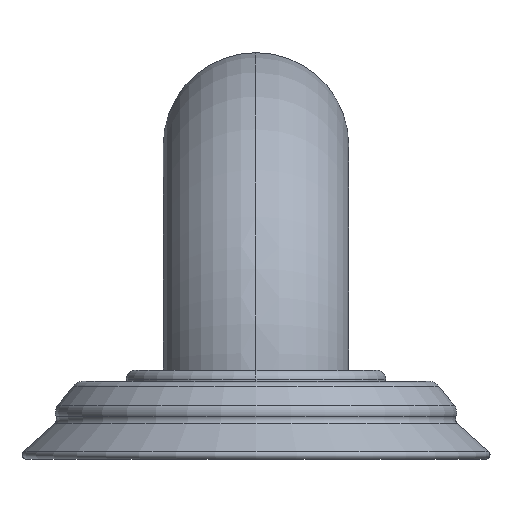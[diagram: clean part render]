
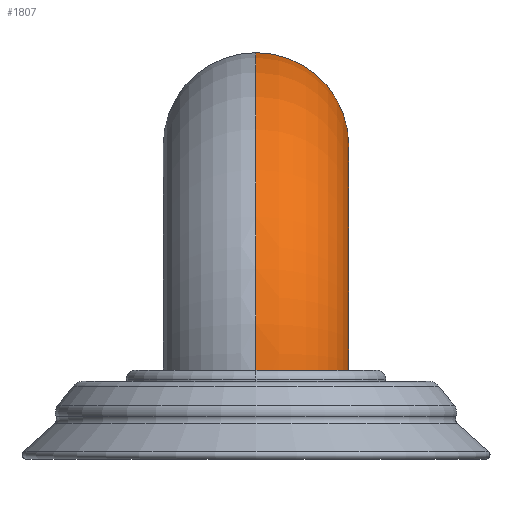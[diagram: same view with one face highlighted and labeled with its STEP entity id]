
A CAD part, left-side view. The second image highlights one B-rep face of the part: STEP entity #1807.
In plain terms, the highlighted toroidal (fillet/blend) face has major radius 41.275 mm and minor radius 15.875 mm.
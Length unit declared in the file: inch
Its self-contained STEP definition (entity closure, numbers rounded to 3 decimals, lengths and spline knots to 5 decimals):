
#672=CARTESIAN_POINT('',(-4.375,0.,2.115));
#673=DIRECTION('',(1.,0.,0.));
#674=DIRECTION('',(0.,0.,1.));
#675=AXIS2_PLACEMENT_3D('',#672,#673,#674);
#687=CARTESIAN_POINT('',(-5.37439,0.,0.525));
#688=CARTESIAN_POINT('',(-5.37439,-0.0168,0.525));
#689=CARTESIAN_POINT('',(-5.37574,-0.05029,0.525));
#690=CARTESIAN_POINT('',(-5.38181,-0.10034,0.525));
#691=CARTESIAN_POINT('',(-5.39188,-0.14965,0.525));
#692=CARTESIAN_POINT('',(-5.40592,-0.19809,0.525));
#693=CARTESIAN_POINT('',(-5.42376,-0.24513,0.525));
#694=CARTESIAN_POINT('',(-5.44539,-0.29071,0.525));
#695=CARTESIAN_POINT('',(-5.47055,-0.33428,0.525));
#696=CARTESIAN_POINT('',(-5.49922,-0.37581,0.525));
#697=CARTESIAN_POINT('',(-5.53105,-0.4148,0.525));
#698=CARTESIAN_POINT('',(-5.56601,-0.45119,0.525));
#699=CARTESIAN_POINT('',(-5.60371,-0.48458,0.525));
#700=CARTESIAN_POINT('',(-5.64403,-0.51488,0.525));
#701=CARTESIAN_POINT('',(-5.68663,-0.54181,0.525));
#702=CARTESIAN_POINT('',(-5.73126,-0.56524,0.525));
#703=CARTESIAN_POINT('',(-5.77767,-0.58501,0.525));
#704=CARTESIAN_POINT('',(-5.82544,-0.60096,0.525));
#705=CARTESIAN_POINT('',(-5.87444,-0.61303,0.525));
#706=CARTESIAN_POINT('',(-5.92413,-0.62111,0.525));
#707=CARTESIAN_POINT('',(-5.97445,-0.62517,0.525));
#708=CARTESIAN_POINT('',(-6.02478,-0.62517,0.525));
#709=CARTESIAN_POINT('',(-6.07509,-0.62111,0.525));
#710=CARTESIAN_POINT('',(-6.12477,-0.61304,0.525));
#711=CARTESIAN_POINT('',(-6.17377,-0.60096,0.525));
#712=CARTESIAN_POINT('',(-6.22153,-0.58502,0.525));
#713=CARTESIAN_POINT('',(-6.26792,-0.56526,0.525));
#714=CARTESIAN_POINT('',(-6.31254,-0.54184,0.525));
#715=CARTESIAN_POINT('',(-6.35513,-0.51491,0.525));
#716=CARTESIAN_POINT('',(-6.39544,-0.48462,0.525));
#717=CARTESIAN_POINT('',(-6.43312,-0.45124,0.525));
#718=CARTESIAN_POINT('',(-6.46807,-0.41486,0.525));
#719=CARTESIAN_POINT('',(-6.4999,-0.37588,0.525));
#720=CARTESIAN_POINT('',(-6.52856,-0.33435,0.525));
#721=CARTESIAN_POINT('',(-6.55372,-0.29078,0.525));
#722=CARTESIAN_POINT('',(-6.57535,-0.24519,0.525));
#723=CARTESIAN_POINT('',(-6.5932,-0.19815,0.525));
#724=CARTESIAN_POINT('',(-6.60723,-0.14969,0.525));
#725=CARTESIAN_POINT('',(-6.6173,-0.10038,0.525));
#726=CARTESIAN_POINT('',(-6.62338,-0.05031,0.525));
#727=CARTESIAN_POINT('',(-6.62473,-0.01681,0.525));
#728=CARTESIAN_POINT('',(-6.62473,0.,0.525));
#733=CARTESIAN_POINT('',(-4.375,0.,0.49));
#734=DIRECTION('',(0.,1.,0.));
#735=DIRECTION('',(-1.,0.,0.016));
#736=AXIS2_PLACEMENT_3D('',#733,#734,#735);
#756=CARTESIAN_POINT('',(-5.37,0.,0.58987));
#757=CARTESIAN_POINT('',(-5.37,-0.01452,0.58987));
#758=CARTESIAN_POINT('',(-5.371,-0.04356,
0.59001));
#759=CARTESIAN_POINT('',(-5.37552,-0.08695,
0.5906));
#760=CARTESIAN_POINT('',(-5.38301,-0.12985,
0.59159));
#761=CARTESIAN_POINT('',(-5.39346,-0.17217,
0.59299));
#762=CARTESIAN_POINT('',(-5.40679,-0.2136,
0.59483));
#763=CARTESIAN_POINT('',(-5.42293,-0.254,
0.59712));
#764=CARTESIAN_POINT('',(-5.43551,-0.28011,
0.59898));
#765=CARTESIAN_POINT('',(-5.44224,-0.29292,0.6));
#815=CARTESIAN_POINT('',(-5.36893,0.,0.6));
#845=CARTESIAN_POINT('',(-5.44224,-0.29292,0.6));
#846=CARTESIAN_POINT('',(-5.43537,-0.28005,0.6));
#847=CARTESIAN_POINT('',(-5.42258,-0.2539,0.6));
#848=CARTESIAN_POINT('',(-5.40619,-0.21346,0.6));
#849=CARTESIAN_POINT('',(-5.39268,-0.17199,0.6));
#850=CARTESIAN_POINT('',(-5.3821,-0.12969,0.6));
#851=CARTESIAN_POINT('',(-5.37452,-0.08683,0.6));
#852=CARTESIAN_POINT('',(-5.36995,-0.04349,0.6));
#853=CARTESIAN_POINT('',(-5.36893,-0.01452,0.6));
#854=CARTESIAN_POINT('',(-5.36893,0.,0.6));
#1125=CARTESIAN_POINT('',(-6.62473,0.,0.525));
#1166=CARTESIAN_POINT('',(-5.37439,0.,0.525));
#1171=CARTESIAN_POINT('',(-4.375,0.,0.49));
#1172=DIRECTION('',(0.,1.,0.));
#1173=DIRECTION('',(-0.999,0.,0.035));
#1174=AXIS2_PLACEMENT_3D('',#1171,#1172,#1173);
#1179=CARTESIAN_POINT('',(-4.375,0.,0.49));
#1180=DIRECTION('',(0.,1.,0.));
#1181=DIRECTION('',(-0.994,0.,0.11));
#1182=AXIS2_PLACEMENT_3D('',#1179,#1180,#1181);
#1218=CARTESIAN_POINT('',(-4.375,0.,1.49));
#1219=CARTESIAN_POINT('',(-4.375,0.,2.74));
#1220=VERTEX_POINT('',#1218);
#1221=VERTEX_POINT('',#1219);
#1230=VERTEX_POINT('',#815);
#1232=VERTEX_POINT('',#845);
#1233=VERTEX_POINT('',#756);
#1312=VERTEX_POINT('',#1125);
#1313=VERTEX_POINT('',#1166);
#1787=CARTESIAN_POINT('',(-4.375,0.,0.49));
#1788=DIRECTION('',(0.,1.,0.));
#1789=DIRECTION('',(1.,0.,0.));
#1790=AXIS2_PLACEMENT_3D('',#1787,#1788,#1789);
#1791=TOROIDAL_SURFACE('',#1790,1.625,0.625);
#1793=ORIENTED_EDGE('',*,*,#1792,.T.);
#1795=ORIENTED_EDGE('',*,*,#1794,.T.);
#1796=ORIENTED_EDGE('',*,*,#1777,.T.);
#1798=ORIENTED_EDGE('',*,*,#1797,.F.);
#1800=ORIENTED_EDGE('',*,*,#1799,.F.);
#1802=ORIENTED_EDGE('',*,*,#1801,.F.);
#1804=ORIENTED_EDGE('',*,*,#1803,.F.);
#1805=EDGE_LOOP('',(#1793,#1795,#1796,#1798,#1800,#1802,#1804));
#1806=FACE_OUTER_BOUND('',#1805,.F.);
#676=CIRCLE('',#675,0.625);
#729=B_SPLINE_CURVE_WITH_KNOTS('',3,(#687,#688,#689,#690,#691,#692,#693,#694,
#695,#696,#697,#698,#699,#700,#701,#702,#703,#704,#705,#706,#707,#708,#709,#710,
#711,#712,#713,#714,#715,#716,#717,#718,#719,#720,#721,#722,#723,#724,#725,#726,
#727,#728),.UNSPECIFIED.,.F.,.F.,(4,1,1,1,1,1,1,1,1,1,1,1,1,1,1,1,1,1,1,1,1,1,1,
1,1,1,1,1,1,1,1,1,1,1,1,1,1,1,1,4),(0.,0.02564,0.05128,
0.07692,0.10256,0.12821,0.15385,
0.17949,0.20513,0.23077,0.25641,
0.28205,0.30769,0.33333,0.35897,
0.38462,0.41026,0.4359,0.46154,
0.48718,0.51282,0.53846,0.5641,
0.58974,0.61538,0.64103,0.66667,
0.69231,0.71795,0.74359,0.76923,
0.79487,0.82051,0.84615,0.87179,
0.89744,0.92308,0.94872,0.97436,1.),
.UNSPECIFIED.);
#737=CIRCLE('',#736,2.25);
#766=B_SPLINE_CURVE_WITH_KNOTS('',3,(#756,#757,#758,#759,#760,#761,#762,#763,
#764,#765),.UNSPECIFIED.,.F.,.F.,(4,1,1,1,1,1,1,4),(0.,0.14286,
0.28571,0.42857,0.57143,0.71429,
0.85714,1.),.UNSPECIFIED.);
#855=B_SPLINE_CURVE_WITH_KNOTS('',3,(#845,#846,#847,#848,#849,#850,#851,#852,
#853,#854),.UNSPECIFIED.,.F.,.F.,(4,1,1,1,1,1,1,4),(0.,0.14286,
0.28571,0.42857,0.57143,0.71429,
0.85714,1.),.UNSPECIFIED.);
#1175=CIRCLE('',#1174,1.);
#1183=CIRCLE('',#1182,1.);
#1777=EDGE_CURVE('',#1221,#1220,#676,.T.);
#1792=EDGE_CURVE('',#1313,#1312,#729,.T.);
#1794=EDGE_CURVE('',#1312,#1221,#737,.T.);
#1797=EDGE_CURVE('',#1230,#1220,#1183,.T.);
#1799=EDGE_CURVE('',#1232,#1230,#855,.T.);
#1801=EDGE_CURVE('',#1233,#1232,#766,.T.);
#1803=EDGE_CURVE('',#1313,#1233,#1175,.T.);
#1807=ADVANCED_FACE('',(#1806),#1791,.T.);
